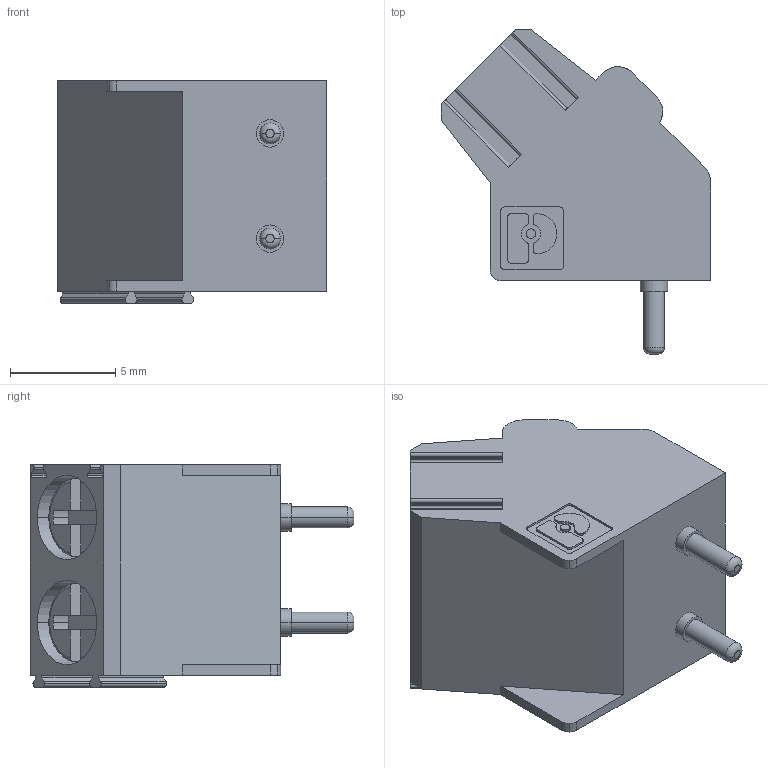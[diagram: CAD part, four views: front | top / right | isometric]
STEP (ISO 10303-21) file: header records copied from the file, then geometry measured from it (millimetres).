
FILE_DESCRIPTION(('STEP AP242'),'1');
FILE_NAME('1988804.stp','2024-04-19T11:04:59',('TraceParts'),('TraceParts S.A.'),'Spatial InterOp 3D',' ',' ');
FILE_SCHEMA(('AP242_MANAGED_MODEL_BASED_3D_ENGINEERING_MIM_LF {1 0 10303 442 1 1 4}'));
Length unit declared in the file: millimetre
Products named in the file (1): 1988804
Bounding box: 12.82 x 15.4 x 10.57 mm (x, y, z)
Volume: 857.1 mm3; surface area: 955.8 mm2
Topology: 1 solids, 1 shells, 248 faces, 666 edges, 436 vertices
Faces by surface type: plane 129, cylinder 91, cone 16, torus 12
Entity records: 10430 total; most frequent: CARTESIAN_POINT 2041, DIRECTION 1370, ORIENTED_EDGE 1332, EDGE_CURVE 666, AXIS2_PLACEMENT_3D 487, VERTEX_POINT 436, LINE 396, VECTOR 396
